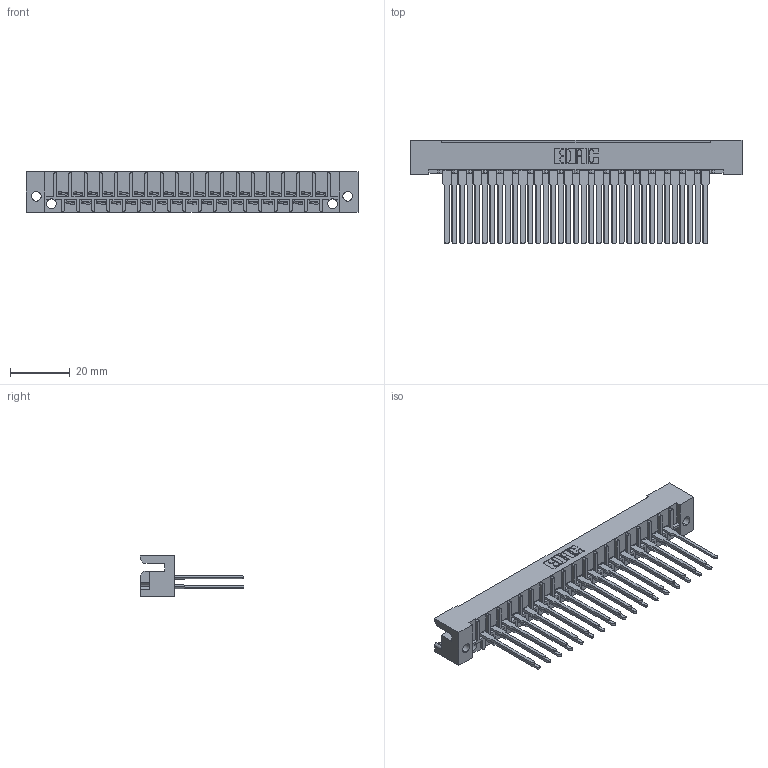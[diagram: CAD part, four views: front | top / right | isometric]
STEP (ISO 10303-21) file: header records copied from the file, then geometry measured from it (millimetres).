
FILE_DESCRIPTION (( 'STEP AP203' ), '1' );
FILE_NAME ('424-035-542-122.STEP', '2019-11-27T20:32:11', ( '' ), ( '' ), 'SwSTEP 2.0', 'SolidWorks 2016', '' );
FILE_SCHEMA (( 'CONFIG_CONTROL_DESIGN' ));
Length unit declared in the file: inch
Products named in the file (3): 424-035-542-122; 424 Part_035; 408-290-001_408-290-142
Assembly tree (36 placements, depth 2):
  424-035-542-122
    424 Part_035
    408-290-001_408-290-142  x35
Bounding box: 111 x 34.72 x 13.49 mm (x, y, z)
Volume: 12266.1 mm3; surface area: 18256.5 mm2
Topology: 36 solids, 36 shells, 2000 faces, 5494 edges, 3568 vertices
Faces by surface type: plane 1489, cylinder 371, bspline 140
Entity records: 27219 total; most frequent: CARTESIAN_POINT 4697, ORIENTED_EDGE 4596, DIRECTION 4182, EDGE_CURVE 2298, VECTOR 2028, LINE 2028, VERTEX_POINT 1528, AXIS2_PLACEMENT_3D 1077
